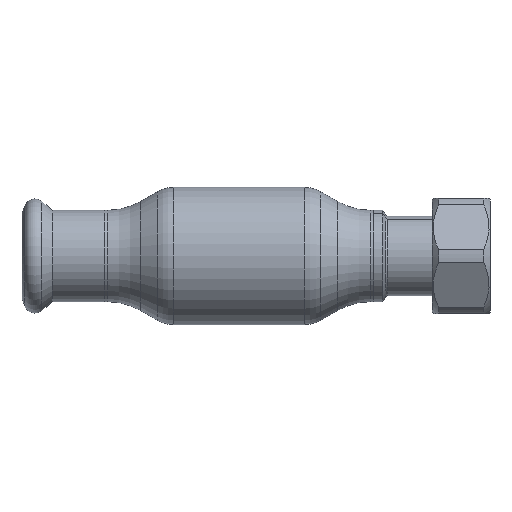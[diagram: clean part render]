
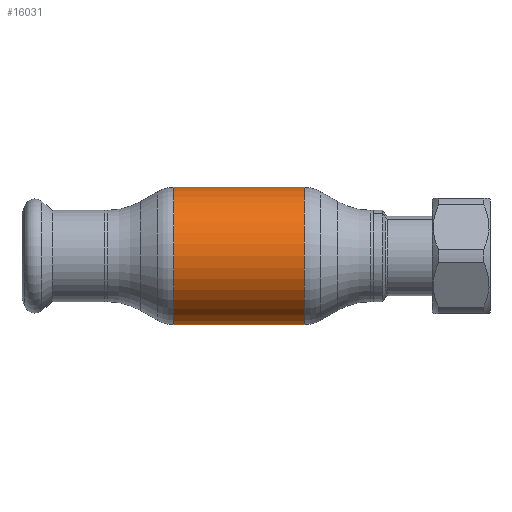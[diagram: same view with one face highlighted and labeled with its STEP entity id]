
A CAD part, front view. The second image highlights one B-rep face of the part: STEP entity #16031.
In plain terms, the highlighted cylindrical face has radius 19 mm (diameter 38 mm), a partial arc.
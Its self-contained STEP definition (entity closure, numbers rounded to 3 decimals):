
#1714 = VECTOR ( 'NONE', #33568, 1000. ) ;
#2177 = EDGE_CURVE ( 'NONE', #47359, #56418, #17813, .T. ) ;
#3475 = CARTESIAN_POINT ( 'NONE',  ( -18.088, 0., 0. ) ) ;
#3593 = EDGE_LOOP ( 'NONE', ( #54713, #26450, #9531, #4073 ) ) ;
#4073 = ORIENTED_EDGE ( 'NONE', *, *, #34219, .F. ) ;
#4126 = DIRECTION ( 'NONE',  ( 0., 0., 1. ) ) ;
#8558 = CARTESIAN_POINT ( 'NONE',  ( 18.088, 0., 0. ) ) ;
#9531 = ORIENTED_EDGE ( 'NONE', *, *, #43051, .T. ) ;
#9878 = DIRECTION ( 'NONE',  ( -1., 0., 0. ) ) ;
#11751 = CYLINDRICAL_SURFACE ( 'NONE', #15974, 19. ) ;
#12192 = CARTESIAN_POINT ( 'NONE',  ( -18.088, 0., -19. ) ) ;
#12445 = VERTEX_POINT ( 'NONE', #12192 ) ;
#15238 = LINE ( 'NONE', #33026, #31544 ) ;
#15974 = AXIS2_PLACEMENT_3D ( 'NONE', #35195, #29280, #25424 ) ;
#16031 = ADVANCED_FACE ( 'NONE', ( #34009 ), #11751, .T. ) ;
#17813 = CIRCLE ( 'NONE', #31096, 19. ) ;
#21556 = DIRECTION ( 'NONE',  ( 0., 0., 1. ) ) ;
#22212 = EDGE_CURVE ( 'NONE', #47359, #12445, #15238, .T. ) ;
#25424 = DIRECTION ( 'NONE',  ( 0., 0., 1. ) ) ;
#25744 = CIRCLE ( 'NONE', #35180, 19. ) ;
#26450 = ORIENTED_EDGE ( 'NONE', *, *, #2177, .T. ) ;
#26686 = DIRECTION ( 'NONE',  ( -1., 0., 0. ) ) ;
#26969 = CARTESIAN_POINT ( 'NONE',  ( -18.088, 0., 19. ) ) ;
#28826 = LINE ( 'NONE', #56114, #1714 ) ;
#29280 = DIRECTION ( 'NONE',  ( -1., 0., 0. ) ) ;
#31096 = AXIS2_PLACEMENT_3D ( 'NONE', #8558, #26686, #4126 ) ;
#31544 = VECTOR ( 'NONE', #9878, 1000. ) ;
#33026 = CARTESIAN_POINT ( 'NONE',  ( -62.69, 0., -19. ) ) ;
#33568 = DIRECTION ( 'NONE',  ( -1., 0., 0. ) ) ;
#34009 = FACE_OUTER_BOUND ( 'NONE', #3593, .T. ) ;
#34219 = EDGE_CURVE ( 'NONE', #12445, #37087, #25744, .T. ) ;
#35180 = AXIS2_PLACEMENT_3D ( 'NONE', #3475, #44460, #21556 ) ;
#35195 = CARTESIAN_POINT ( 'NONE',  ( -62.69, 0., 0. ) ) ;
#37087 = VERTEX_POINT ( 'NONE', #26969 ) ;
#43051 = EDGE_CURVE ( 'NONE', #56418, #37087, #28826, .T. ) ;
#44460 = DIRECTION ( 'NONE',  ( -1., 0., 0. ) ) ;
#47359 = VERTEX_POINT ( 'NONE', #49563 ) ;
#49563 = CARTESIAN_POINT ( 'NONE',  ( 18.088, 0., -19. ) ) ;
#53441 = CARTESIAN_POINT ( 'NONE',  ( 18.088, 0., 19. ) ) ;
#54713 = ORIENTED_EDGE ( 'NONE', *, *, #22212, .F. ) ;
#56114 = CARTESIAN_POINT ( 'NONE',  ( -62.69, 0., 19. ) ) ;
#56418 = VERTEX_POINT ( 'NONE', #53441 ) ;
